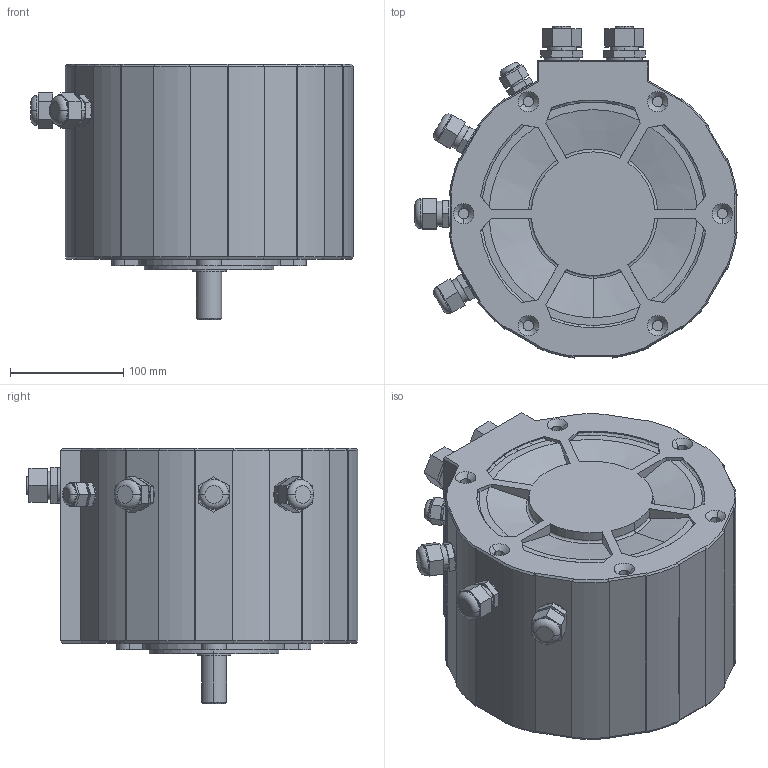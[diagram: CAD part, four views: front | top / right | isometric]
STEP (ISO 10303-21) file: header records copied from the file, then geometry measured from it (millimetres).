
FILE_DESCRIPTION (( 'STEP AP214' ), '1' );
FILE_NAME ('ME1616.STEP', '2021-01-05T08:34:34', ( '' ), ( '' ), 'SwSTEP 2.0', 'SolidWorks 2021', '' );
FILE_SCHEMA (( 'AUTOMOTIVE_DESIGN' ));
Length unit declared in the file: millimetre
Products named in the file (1): ME1616
Bounding box: 283.9 x 292.4 x 225.6 mm (x, y, z)
Volume: 9009334.1 mm3; surface area: 295536.7 mm2
Topology: 1 solids, 7 shells, 536 faces, 1230 edges, 756 vertices
Faces by surface type: plane 313, cylinder 135, cone 66, torus 22
Entity records: 17515 total; most frequent: CARTESIAN_POINT 3205, DIRECTION 2591, ORIENTED_EDGE 2444, EDGE_CURVE 1222, AXIS2_PLACEMENT_3D 923, VERTEX_POINT 756, LINE 745, VECTOR 745
